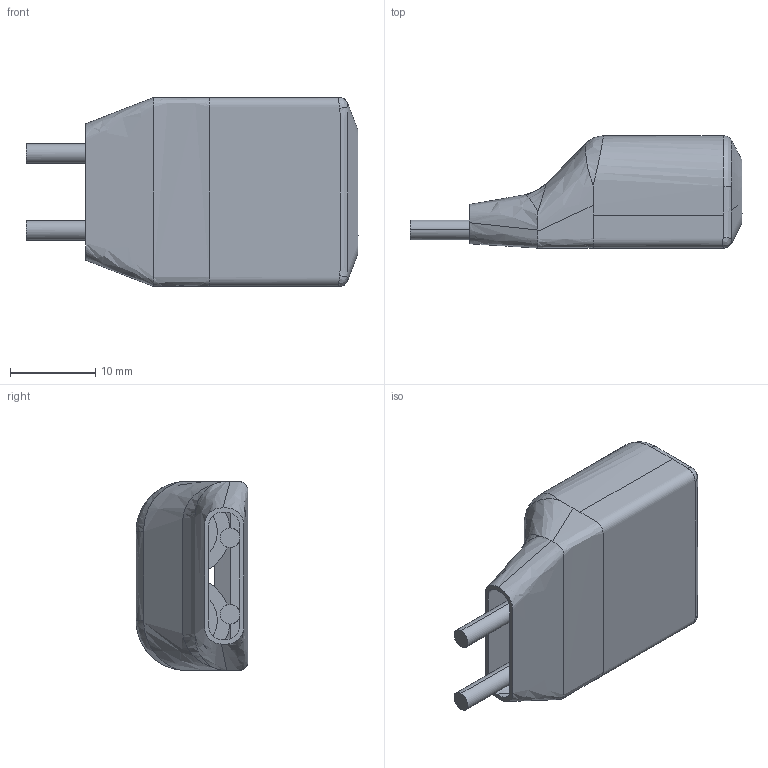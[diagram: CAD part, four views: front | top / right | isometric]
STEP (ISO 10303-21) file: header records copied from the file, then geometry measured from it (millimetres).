
FILE_DESCRIPTION (( 'STEP AP214' ), '1' );
FILE_NAME ('Hobby King X-Car 60A Brushless Car ESC - Kondensator.STEP', '2014-06-05T09:50:34', ( '' ), ( '' ), 'SwSTEP 2.0', 'SolidWorks 2013', '' );
FILE_SCHEMA (( 'AUTOMOTIVE_DESIGN' ));
Length unit declared in the file: millimetre
Products named in the file (1): Hobby King X-Car 60A Brushless Car ESC - Kondensator
Bounding box: 39 x 13.15 x 22.2 mm (x, y, z)
Volume: 4214.1 mm3; surface area: 6522.2 mm2
Topology: 4 solids, 4 shells, 68 faces, 242 edges, 182 vertices
Faces by surface type: bspline 40, plane 20, cylinder 8
Entity records: 13230 total; most frequent: CARTESIAN_POINT 11265, ORIENTED_EDGE 476, EDGE_CURVE 238, DIRECTION 231, VERTEX_POINT 182, B_SPLINE_CURVE_WITH_KNOTS 127, AXIS2_PLACEMENT_3D 91, EDGE_LOOP 74
